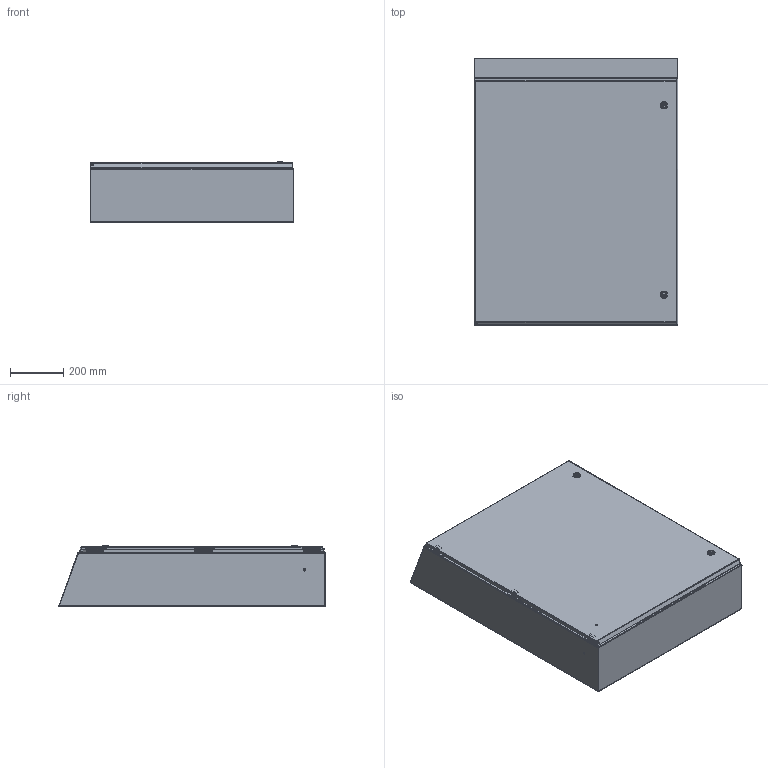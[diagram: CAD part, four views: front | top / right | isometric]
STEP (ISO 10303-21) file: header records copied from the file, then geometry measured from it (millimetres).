
FILE_DESCRIPTION((''),'2;1');
FILE_NAME('N412363008CST.stp','2013-03-26T17:42:06',('vrao'),(''),'Autodesk Inventor 2012','Autodesk Inventor 2012','');
FILE_SCHEMA(('AUTOMOTIVE_DESIGN { 1 0 10303 214 1 1 1 1 }'));
Length unit declared in the file: inch
Products named in the file (22): N412_CST-assm; N412363008CSTB3S; HFW3161; HFW328176; 17376 PIN; 17380 SCREW; 17723 BOX LEAF; 17723-UTI BRACKET; 17910 SEALING WASHER; HFW328175; 388150; N4123008CSTTOP; 38846; N4123630CSTLID; 35124; 1000-u155_asm; 1000-14_prt; 1000-24_prt; 1000-u142_asm; 1000-318; 1000-03; 1000-277-01
Assembly tree (37 placements, depth 4):
  N412_CST-assm
    N412363008CSTB3S
    HFW3161  x3
    HFW328176  x3
      17376 PIN
      17380 SCREW
      17723 BOX LEAF
      17723-UTI BRACKET
      17910 SEALING WASHER
    HFW328175  x3
    388150  x6
    N4123008CSTTOP
    38846  x2
    N4123630CSTLID
    35124  x2
      1000-u155_asm
      1000-14_prt
      1000-24_prt
      1000-u142_asm
        1000-318
        1000-03
        1000-277-01
    17376 PIN
Bounding box: 762 x 1000.54 x 229.72 mm (x, y, z)
Volume: 4415342.4 mm3; surface area: 4737902.8 mm2
Topology: 51 solids, 59 shells, 2370 faces, 5777 edges, 3535 vertices
Faces by surface type: plane 900, cylinder 872, cone 292, bspline 229, torus 69, sphere 8
Full cylindrical faces by diameter (mm): 2.362 x6, 3.175 x4, 3.317 x102, 3.861 x6, 3.962 x4, 4.166 x102, 4.25 x6, 4.366 x6, 4.572 x8, 4.763 x6, 5 x2, 6 x2, 6.35 x14, 6.502 x6, 6.985 x6, 7.62 x6, 8.128 x6, 8.56 x2, 9.144 x6, 9.9 x2, 10 x4, 10.2 x2, 11.05 x2, 11.113 x4, 12.8 x2, 13.5 x2, 14.3 x6, 15.2 x2, 15.8 x2, 16.1 x4
Entity records: 37273 total; most frequent: CARTESIAN_POINT 14099, DIRECTION 4445, ORIENTED_EDGE 4404, EDGE_CURVE 2203, AXIS2_PLACEMENT_3D 1609, VERTEX_POINT 1422, VECTOR 1227, LINE 1227
